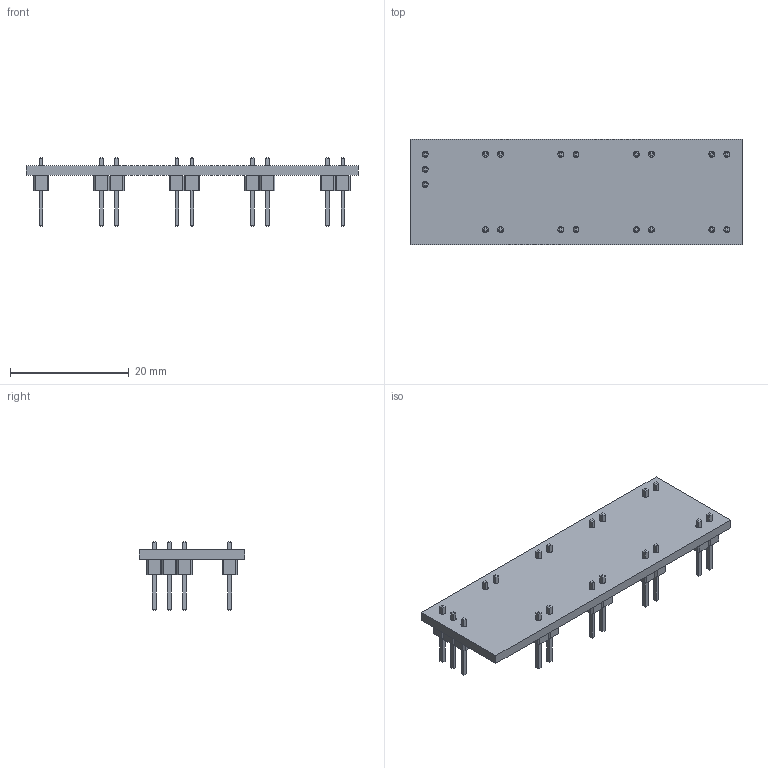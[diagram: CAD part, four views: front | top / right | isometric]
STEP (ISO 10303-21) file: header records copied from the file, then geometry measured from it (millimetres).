
FILE_DESCRIPTION(('KiCad electronic assembly'),'2;1');
FILE_NAME('motor_driver.step','2021-01-24T09:35:37',('An Author'),( 'A Company'),'Open CASCADE STEP processor 6.9', 'KiCad to STEP converter','Unknown');
FILE_SCHEMA(('AUTOMOTIVE_DESIGN { 1 0 10303 214 1 1 1 1 }'));
Length unit declared in the file: millimetre
Products named in the file (6): Open CASCADE STEP translator 6.9 1; PinHeader_1x02_P2.54mm_Vertical; SOLID; PinHeader_1x03_P2.54mm_Vertical; COMPOUND
Assembly tree (12 placements, depth 3):
  Open CASCADE STEP translator 6.9 1
    PinHeader_1x02_P2.54mm_Vertical  x8
      SOLID
    PinHeader_1x03_P2.54mm_Vertical
      SOLID
    COMPOUND
Bounding box: 55.88 x 17.78 x 11.54 mm (x, y, z)
Volume: 1939.9 mm3; surface area: 3314.1 mm2
Topology: 10 solids, 10 shells, 517 faces, 1225 edges, 766 vertices
Faces by surface type: plane 498, cylinder 19
Full cylindrical faces by diameter (mm): 1 x19
Entity records: 10447 total; most frequent: CARTESIAN_POINT 1741, DIRECTION 1445, LINE 1037, VECTOR 1037, ORIENTED_EDGE 742, PCURVE 742, DEFINITIONAL_REPRESENTATION 742, EDGE_CURVE 371
